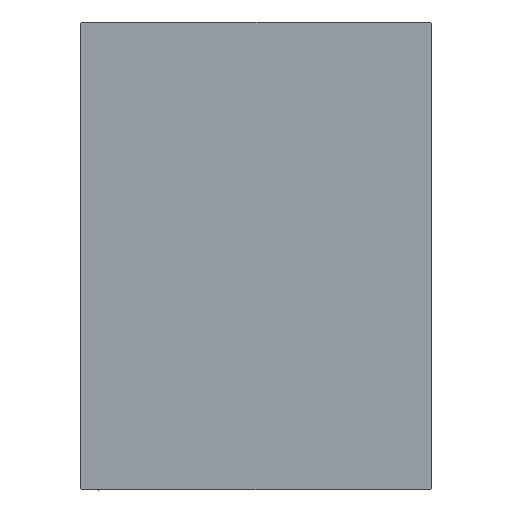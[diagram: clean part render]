
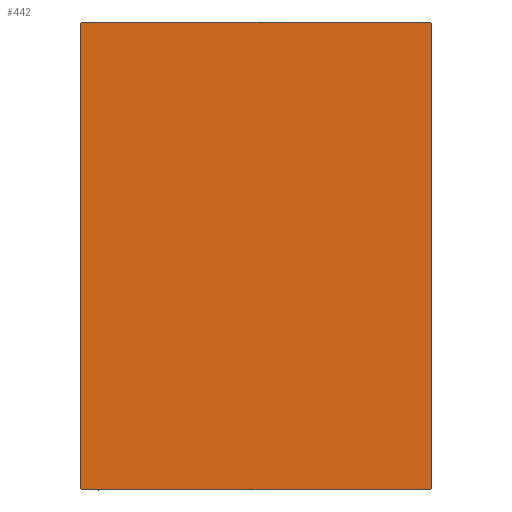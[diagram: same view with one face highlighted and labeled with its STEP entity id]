
A CAD part, left-side view. The second image highlights one B-rep face of the part: STEP entity #442.
In plain terms, the highlighted face is planar.
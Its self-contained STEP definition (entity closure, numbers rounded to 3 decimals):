
#101 = ORIENTED_EDGE ( 'NONE', *, *, #15388, .T. ) ;
#442 = ADVANCED_FACE ( 'NONE', ( #4125 ), #18254, .T. ) ;
#2115 = VECTOR ( 'NONE', #31725, 1000. ) ;
#4125 = FACE_OUTER_BOUND ( 'NONE', #40665, .T. ) ;
#4190 = VECTOR ( 'NONE', #7057, 1000. ) ;
#4266 = VERTEX_POINT ( 'NONE', #16406 ) ;
#5567 = DIRECTION ( 'NONE',  ( 0., -0.707, 0.707 ) ) ;
#5904 = VERTEX_POINT ( 'NONE', #6706 ) ;
#6346 = ORIENTED_EDGE ( 'NONE', *, *, #30322, .T. ) ;
#6401 = VECTOR ( 'NONE', #23824, 1000. ) ;
#6706 = CARTESIAN_POINT ( 'NONE',  ( 233., -37.5, -49.7 ) ) ;
#6714 = EDGE_CURVE ( 'NONE', #19856, #23363, #42423, .T. ) ;
#7057 = DIRECTION ( 'NONE',  ( 0., -1., 0. ) ) ;
#7204 = CARTESIAN_POINT ( 'NONE',  ( 233., -43.6, 43.6 ) ) ;
#7252 = ORIENTED_EDGE ( 'NONE', *, *, #28878, .T. ) ;
#7718 = AXIS2_PLACEMENT_3D ( 'NONE', #18715, #11759, #39512 ) ;
#8171 = EDGE_CURVE ( 'NONE', #4266, #32812, #26145, .T. ) ;
#8885 = CARTESIAN_POINT ( 'NONE',  ( 233., 37.5, 49.7 ) ) ;
#9380 = ORIENTED_EDGE ( 'NONE', *, *, #29537, .T. ) ;
#9497 = LINE ( 'NONE', #9713, #6401 ) ;
#9600 = VERTEX_POINT ( 'NONE', #36422 ) ;
#9713 = CARTESIAN_POINT ( 'NONE',  ( 233., -43.6, -43.6 ) ) ;
#11759 = DIRECTION ( 'NONE',  ( 1., 0., 0. ) ) ;
#12183 = VERTEX_POINT ( 'NONE', #39522 ) ;
#12197 = VECTOR ( 'NONE', #17955, 1000. ) ;
#13185 = EDGE_CURVE ( 'NONE', #5904, #9600, #9497, .T. ) ;
#13623 = ORIENTED_EDGE ( 'NONE', *, *, #6714, .T. ) ;
#15388 = EDGE_CURVE ( 'NONE', #38427, #5904, #40873, .T. ) ;
#15905 = VECTOR ( 'NONE', #19187, 1000. ) ;
#16406 = CARTESIAN_POINT ( 'NONE',  ( 233., 37.5, -49.7 ) ) ;
#17409 = LINE ( 'NONE', #7204, #2115 ) ;
#17626 = ORIENTED_EDGE ( 'NONE', *, *, #8171, .T. ) ;
#17955 = DIRECTION ( 'NONE',  ( 0., 0.707, 0.707 ) ) ;
#18254 = PLANE ( 'NONE',  #7718 ) ;
#18715 = CARTESIAN_POINT ( 'NONE',  ( 233., 0., 0. ) ) ;
#19187 = DIRECTION ( 'NONE',  ( 0., 1., 0. ) ) ;
#19856 = VERTEX_POINT ( 'NONE', #40055 ) ;
#21539 = CARTESIAN_POINT ( 'NONE',  ( 233., 37.5, -50. ) ) ;
#22575 = VECTOR ( 'NONE', #5567, 1000. ) ;
#23144 = LINE ( 'NONE', #43716, #22575 ) ;
#23363 = VERTEX_POINT ( 'NONE', #37825 ) ;
#23445 = VECTOR ( 'NONE', #44781, 1000. ) ;
#23824 = DIRECTION ( 'NONE',  ( 0., 0.707, -0.707 ) ) ;
#25085 = ORIENTED_EDGE ( 'NONE', *, *, #13185, .T. ) ;
#26145 = LINE ( 'NONE', #21539, #27981 ) ;
#27227 = CARTESIAN_POINT ( 'NONE',  ( 233., -37.5, -50. ) ) ;
#27981 = VECTOR ( 'NONE', #43247, 1000. ) ;
#28807 = CARTESIAN_POINT ( 'NONE',  ( 233., 43.6, -43.6 ) ) ;
#28878 = EDGE_CURVE ( 'NONE', #12183, #4266, #38993, .T. ) ;
#29537 = EDGE_CURVE ( 'NONE', #9600, #12183, #41327, .T. ) ;
#30322 = EDGE_CURVE ( 'NONE', #32812, #19856, #23144, .T. ) ;
#30701 = CARTESIAN_POINT ( 'NONE',  ( 233., -37.5, 50. ) ) ;
#31725 = DIRECTION ( 'NONE',  ( 0., -0.707, -0.707 ) ) ;
#32812 = VERTEX_POINT ( 'NONE', #8885 ) ;
#33847 = ORIENTED_EDGE ( 'NONE', *, *, #37934, .T. ) ;
#36422 = CARTESIAN_POINT ( 'NONE',  ( 233., -37.2, -50. ) ) ;
#37825 = CARTESIAN_POINT ( 'NONE',  ( 233., -37.2, 50. ) ) ;
#37934 = EDGE_CURVE ( 'NONE', #23363, #38427, #17409, .T. ) ;
#38427 = VERTEX_POINT ( 'NONE', #43671 ) ;
#38993 = LINE ( 'NONE', #28807, #12197 ) ;
#39512 = DIRECTION ( 'NONE',  ( 0., 0., -1. ) ) ;
#39522 = CARTESIAN_POINT ( 'NONE',  ( 233., 37.2, -50. ) ) ;
#40055 = CARTESIAN_POINT ( 'NONE',  ( 233., 37.2, 50. ) ) ;
#40665 = EDGE_LOOP ( 'NONE', ( #9380, #7252, #17626, #6346, #13623, #33847, #101, #25085 ) ) ;
#40873 = LINE ( 'NONE', #30701, #23445 ) ;
#41327 = LINE ( 'NONE', #27227, #15905 ) ;
#42197 = CARTESIAN_POINT ( 'NONE',  ( 233., 37.5, 50. ) ) ;
#42423 = LINE ( 'NONE', #42197, #4190 ) ;
#43247 = DIRECTION ( 'NONE',  ( 0., 0., 1. ) ) ;
#43671 = CARTESIAN_POINT ( 'NONE',  ( 233., -37.5, 49.7 ) ) ;
#43716 = CARTESIAN_POINT ( 'NONE',  ( 233., 43.6, 43.6 ) ) ;
#44781 = DIRECTION ( 'NONE',  ( 0., 0., -1. ) ) ;
